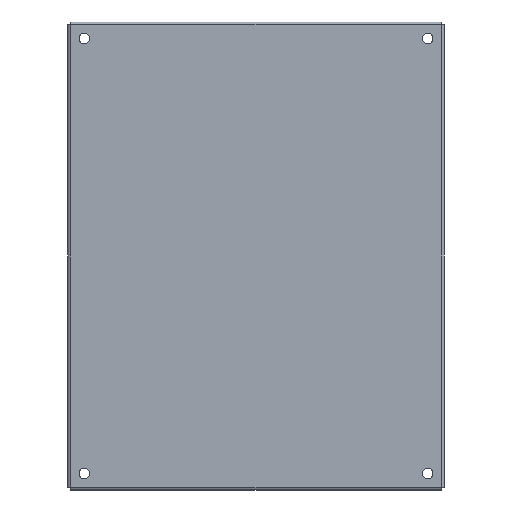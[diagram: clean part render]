
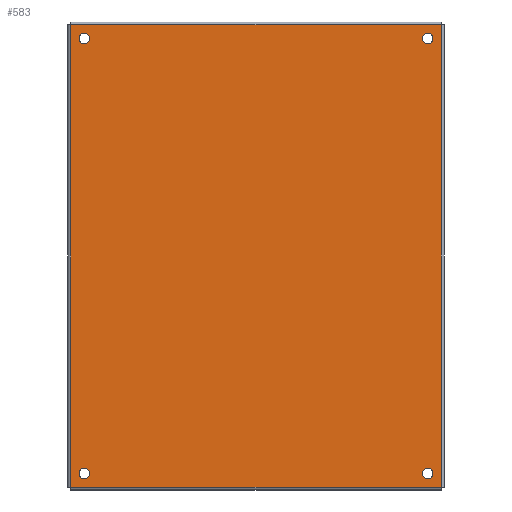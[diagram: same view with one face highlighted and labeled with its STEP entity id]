
A CAD part, front view. The second image highlights one B-rep face of the part: STEP entity #583.
In plain terms, the highlighted planar face has unit normal (0, -1, 0).
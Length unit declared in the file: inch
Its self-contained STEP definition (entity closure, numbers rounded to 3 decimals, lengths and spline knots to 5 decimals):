
#10 = CARTESIAN_POINT ( 'NONE',  ( 9.125, 0., -11.5625 ) ) ;
#43 = EDGE_CURVE ( 'NONE', #1040, #508, #1018, .T. ) ;
#58 = AXIS2_PLACEMENT_3D ( 'NONE', #728, #893, #372 ) ;
#74 = VERTEX_POINT ( 'NONE', #602 ) ;
#89 = DIRECTION ( 'NONE',  ( 0., 0., 1. ) ) ;
#92 = VERTEX_POINT ( 'NONE', #860 ) ;
#101 = VERTEX_POINT ( 'NONE', #691 ) ;
#115 = EDGE_LOOP ( 'NONE', ( #654, #608 ) ) ;
#149 = AXIS2_PLACEMENT_3D ( 'NONE', #516, #251, #1085 ) ;
#154 = CARTESIAN_POINT ( 'NONE',  ( 9.125, 0., 11.84375 ) ) ;
#177 = CARTESIAN_POINT ( 'NONE',  ( -9.125, 0., 11.5625 ) ) ;
#184 = AXIS2_PLACEMENT_3D ( 'NONE', #1150, #598, #1069 ) ;
#185 = ORIENTED_EDGE ( 'NONE', *, *, #1042, .F. ) ;
#191 = DIRECTION ( 'NONE',  ( 0., -1., 0. ) ) ;
#193 = CIRCLE ( 'NONE', #674, 0.28125 ) ;
#195 = CIRCLE ( 'NONE', #868, 0.28125 ) ;
#196 = CARTESIAN_POINT ( 'NONE',  ( -9.857, 0., 12.2945 ) ) ;
#205 = DIRECTION ( 'NONE',  ( 0., 1., 0. ) ) ;
#209 = EDGE_CURVE ( 'NONE', #315, #776, #282, .T. ) ;
#226 = LINE ( 'NONE', #327, #412 ) ;
#251 = DIRECTION ( 'NONE',  ( 0., -1., 0. ) ) ;
#252 = FACE_BOUND ( 'NONE', #623, .T. ) ;
#273 = VERTEX_POINT ( 'NONE', #710 ) ;
#282 = CIRCLE ( 'NONE', #184, 0.28125 ) ;
#286 = VERTEX_POINT ( 'NONE', #434 ) ;
#310 = VECTOR ( 'NONE', #752, 39.37008 ) ;
#314 = EDGE_CURVE ( 'NONE', #508, #962, #494, .T. ) ;
#315 = VERTEX_POINT ( 'NONE', #529 ) ;
#327 = CARTESIAN_POINT ( 'NONE',  ( -9.857, 0., -12.2945 ) ) ;
#344 = CARTESIAN_POINT ( 'NONE',  ( 9.857, 0., 12.2945 ) ) ;
#346 = AXIS2_PLACEMENT_3D ( 'NONE', #584, #765, #927 ) ;
#348 = DIRECTION ( 'NONE',  ( 1., 0., 0. ) ) ;
#370 = AXIS2_PLACEMENT_3D ( 'NONE', #835, #205, #910 ) ;
#372 = DIRECTION ( 'NONE',  ( 0., 0., 1. ) ) ;
#374 = EDGE_CURVE ( 'NONE', #1161, #74, #735, .T. ) ;
#401 = CIRCLE ( 'NONE', #149, 0.28125 ) ;
#407 = FACE_BOUND ( 'NONE', #667, .T. ) ;
#412 = VECTOR ( 'NONE', #509, 39.37008 ) ;
#431 = CARTESIAN_POINT ( 'NONE',  ( 9.857, 0., 12.2945 ) ) ;
#434 = CARTESIAN_POINT ( 'NONE',  ( 9.125, 0., -11.84375 ) ) ;
#456 = CARTESIAN_POINT ( 'NONE',  ( -9.857, 0., 12.2945 ) ) ;
#462 = LINE ( 'NONE', #431, #1196 ) ;
#465 = VERTEX_POINT ( 'NONE', #1010 ) ;
#480 = ORIENTED_EDGE ( 'NONE', *, *, #594, .F. ) ;
#490 = EDGE_CURVE ( 'NONE', #286, #465, #195, .T. ) ;
#494 = LINE ( 'NONE', #456, #902 ) ;
#508 = VERTEX_POINT ( 'NONE', #196 ) ;
#509 = DIRECTION ( 'NONE',  ( -1., 0., 0. ) ) ;
#516 = CARTESIAN_POINT ( 'NONE',  ( -9.125, 0., -11.5625 ) ) ;
#529 = CARTESIAN_POINT ( 'NONE',  ( 9.125, 0., 11.28125 ) ) ;
#540 = ORIENTED_EDGE ( 'NONE', *, *, #209, .F. ) ;
#541 = DIRECTION ( 'NONE',  ( 0., -1., 0. ) ) ;
#546 = DIRECTION ( 'NONE',  ( 0., -1., 0. ) ) ;
#549 = DIRECTION ( 'NONE',  ( 0., -1., 0. ) ) ;
#562 = ORIENTED_EDGE ( 'NONE', *, *, #374, .F. ) ;
#583 = ADVANCED_FACE ( 'NONE', ( #971, #252, #729, #407, #813 ), #907, .F. ) ;
#584 = CARTESIAN_POINT ( 'NONE',  ( -9.125, 0., -11.5625 ) ) ;
#589 = AXIS2_PLACEMENT_3D ( 'NONE', #730, #546, #900 ) ;
#594 = EDGE_CURVE ( 'NONE', #74, #1161, #193, .T. ) ;
#598 = DIRECTION ( 'NONE',  ( 0., -1., 0. ) ) ;
#602 = CARTESIAN_POINT ( 'NONE',  ( -9.125, 0., 11.28125 ) ) ;
#608 = ORIENTED_EDGE ( 'NONE', *, *, #711, .F. ) ;
#614 = CIRCLE ( 'NONE', #58, 0.28125 ) ;
#623 = EDGE_LOOP ( 'NONE', ( #185, #790 ) ) ;
#642 = DIRECTION ( 'NONE',  ( 0., 0., 1. ) ) ;
#654 = ORIENTED_EDGE ( 'NONE', *, *, #940, .F. ) ;
#666 = CARTESIAN_POINT ( 'NONE',  ( -9.125, 0., 11.84375 ) ) ;
#667 = EDGE_LOOP ( 'NONE', ( #562, #480 ) ) ;
#674 = AXIS2_PLACEMENT_3D ( 'NONE', #922, #549, #642 ) ;
#691 = CARTESIAN_POINT ( 'NONE',  ( -9.125, 0., -11.84375 ) ) ;
#710 = CARTESIAN_POINT ( 'NONE',  ( 9.857, 0., -12.2945 ) ) ;
#711 = EDGE_CURVE ( 'NONE', #101, #92, #1053, .T. ) ;
#728 = CARTESIAN_POINT ( 'NONE',  ( 9.125, 0., -11.5625 ) ) ;
#729 = FACE_BOUND ( 'NONE', #1176, .T. ) ;
#730 = CARTESIAN_POINT ( 'NONE',  ( 9.125, 0., 11.5625 ) ) ;
#735 = CIRCLE ( 'NONE', #1070, 0.28125 ) ;
#752 = DIRECTION ( 'NONE',  ( 0., 0., 1. ) ) ;
#762 = ORIENTED_EDGE ( 'NONE', *, *, #43, .F. ) ;
#765 = DIRECTION ( 'NONE',  ( 0., -1., 0. ) ) ;
#776 = VERTEX_POINT ( 'NONE', #154 ) ;
#779 = ORIENTED_EDGE ( 'NONE', *, *, #814, .F. ) ;
#790 = ORIENTED_EDGE ( 'NONE', *, *, #490, .F. ) ;
#813 = FACE_BOUND ( 'NONE', #115, .T. ) ;
#814 = EDGE_CURVE ( 'NONE', #273, #1040, #226, .T. ) ;
#835 = CARTESIAN_POINT ( 'NONE',  ( -9.857, 0., 12.2945 ) ) ;
#860 = CARTESIAN_POINT ( 'NONE',  ( -9.125, 0., -11.28125 ) ) ;
#868 = AXIS2_PLACEMENT_3D ( 'NONE', #10, #191, #919 ) ;
#881 = DIRECTION ( 'NONE',  ( 0., 0., -1. ) ) ;
#893 = DIRECTION ( 'NONE',  ( 0., -1., 0. ) ) ;
#900 = DIRECTION ( 'NONE',  ( 0., 0., 1. ) ) ;
#902 = VECTOR ( 'NONE', #348, 39.37008 ) ;
#907 = PLANE ( 'NONE',  #370 ) ;
#910 = DIRECTION ( 'NONE',  ( 0., 0., 1. ) ) ;
#913 = EDGE_CURVE ( 'NONE', #962, #273, #462, .T. ) ;
#914 = ORIENTED_EDGE ( 'NONE', *, *, #314, .F. ) ;
#919 = DIRECTION ( 'NONE',  ( 0., 0., 1. ) ) ;
#922 = CARTESIAN_POINT ( 'NONE',  ( -9.125, 0., 11.5625 ) ) ;
#927 = DIRECTION ( 'NONE',  ( 0., 0., 1. ) ) ;
#940 = EDGE_CURVE ( 'NONE', #92, #101, #401, .T. ) ;
#962 = VERTEX_POINT ( 'NONE', #344 ) ;
#971 = FACE_OUTER_BOUND ( 'NONE', #988, .T. ) ;
#988 = EDGE_LOOP ( 'NONE', ( #779, #1007, #914, #762 ) ) ;
#1007 = ORIENTED_EDGE ( 'NONE', *, *, #913, .F. ) ;
#1010 = CARTESIAN_POINT ( 'NONE',  ( 9.125, 0., -11.28125 ) ) ;
#1016 = EDGE_CURVE ( 'NONE', #776, #315, #1135, .T. ) ;
#1018 = LINE ( 'NONE', #1025, #310 ) ;
#1025 = CARTESIAN_POINT ( 'NONE',  ( -9.857, 0., 12.2945 ) ) ;
#1040 = VERTEX_POINT ( 'NONE', #1100 ) ;
#1042 = EDGE_CURVE ( 'NONE', #465, #286, #614, .T. ) ;
#1053 = CIRCLE ( 'NONE', #346, 0.28125 ) ;
#1069 = DIRECTION ( 'NONE',  ( 0., 0., 1. ) ) ;
#1070 = AXIS2_PLACEMENT_3D ( 'NONE', #177, #541, #89 ) ;
#1085 = DIRECTION ( 'NONE',  ( 0., 0., 1. ) ) ;
#1100 = CARTESIAN_POINT ( 'NONE',  ( -9.857, 0., -12.2945 ) ) ;
#1127 = ORIENTED_EDGE ( 'NONE', *, *, #1016, .F. ) ;
#1135 = CIRCLE ( 'NONE', #589, 0.28125 ) ;
#1150 = CARTESIAN_POINT ( 'NONE',  ( 9.125, 0., 11.5625 ) ) ;
#1161 = VERTEX_POINT ( 'NONE', #666 ) ;
#1176 = EDGE_LOOP ( 'NONE', ( #1127, #540 ) ) ;
#1196 = VECTOR ( 'NONE', #881, 39.37008 ) ;
